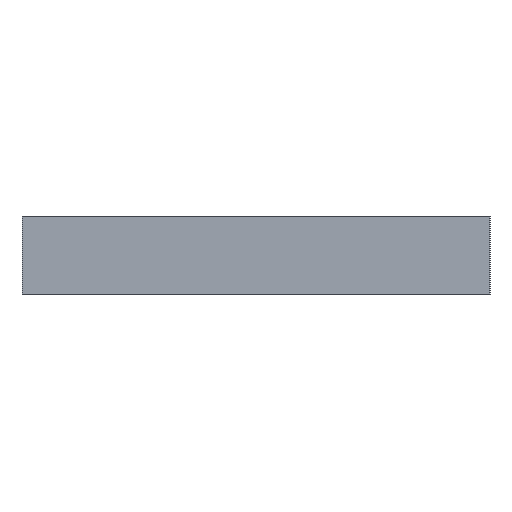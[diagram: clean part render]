
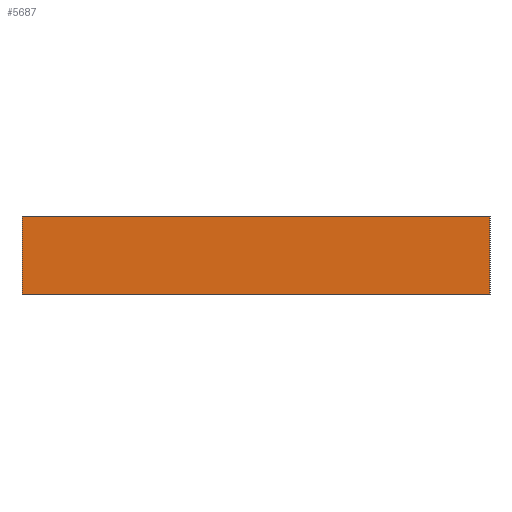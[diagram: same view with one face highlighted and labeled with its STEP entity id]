
A CAD part, left-side view. The second image highlights one B-rep face of the part: STEP entity #5687.
In plain terms, the highlighted planar face has unit normal (-1, 0, 0).
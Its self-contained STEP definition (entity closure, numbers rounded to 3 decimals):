
#420 = VECTOR ( 'NONE', #11647, 1000. ) ;
#1617 = DIRECTION ( 'NONE',  ( 0., 0., -1. ) ) ;
#2186 = CARTESIAN_POINT ( 'NONE',  ( -600., 150., 0. ) ) ;
#2211 = VERTEX_POINT ( 'NONE', #15892 ) ;
#3038 = VERTEX_POINT ( 'NONE', #22967 ) ;
#4085 = DIRECTION ( 'NONE',  ( 0., 0., -1. ) ) ;
#4542 = LINE ( 'NONE', #14907, #25614 ) ;
#5115 = LINE ( 'NONE', #23738, #18371 ) ;
#5273 = DIRECTION ( 'NONE',  ( 0., -1., 0. ) ) ;
#5687 = ADVANCED_FACE ( 'NONE', ( #31562 ), #9178, .F. ) ;
#5857 = AXIS2_PLACEMENT_3D ( 'NONE', #30424, #19931, #4085 ) ;
#7528 = EDGE_CURVE ( 'NONE', #3038, #2211, #9608, .T. ) ;
#9178 = PLANE ( 'NONE',  #5857 ) ;
#9608 = LINE ( 'NONE', #16897, #23632 ) ;
#11647 = DIRECTION ( 'NONE',  ( 0., -1., 0. ) ) ;
#13297 = VERTEX_POINT ( 'NONE', #2186 ) ;
#14907 = CARTESIAN_POINT ( 'NONE',  ( -600., 150., 50. ) ) ;
#15892 = CARTESIAN_POINT ( 'NONE',  ( -600., -150., 0. ) ) ;
#16897 = CARTESIAN_POINT ( 'NONE',  ( -600., -150., 50. ) ) ;
#17949 = CARTESIAN_POINT ( 'NONE',  ( -600., 150., 50. ) ) ;
#18371 = VECTOR ( 'NONE', #5273, 1000. ) ;
#18772 = ORIENTED_EDGE ( 'NONE', *, *, #7528, .F. ) ;
#19283 = ORIENTED_EDGE ( 'NONE', *, *, #29334, .T. ) ;
#19931 = DIRECTION ( 'NONE',  ( 1., 0., 0. ) ) ;
#21094 = EDGE_CURVE ( 'NONE', #26405, #3038, #5115, .T. ) ;
#21471 = LINE ( 'NONE', #27570, #420 ) ;
#22967 = CARTESIAN_POINT ( 'NONE',  ( -600., -150., 50. ) ) ;
#23632 = VECTOR ( 'NONE', #32692, 1000. ) ;
#23738 = CARTESIAN_POINT ( 'NONE',  ( -600., 150., 50. ) ) ;
#24770 = EDGE_CURVE ( 'NONE', #13297, #2211, #21471, .T. ) ;
#25614 = VECTOR ( 'NONE', #1617, 1000. ) ;
#26405 = VERTEX_POINT ( 'NONE', #17949 ) ;
#27570 = CARTESIAN_POINT ( 'NONE',  ( -600., 150., 0. ) ) ;
#29334 = EDGE_CURVE ( 'NONE', #26405, #13297, #4542, .T. ) ;
#30424 = CARTESIAN_POINT ( 'NONE',  ( -600., 150., 50. ) ) ;
#31562 = FACE_OUTER_BOUND ( 'NONE', #32475, .T. ) ;
#32475 = EDGE_LOOP ( 'NONE', ( #34114, #18772, #33504, #19283 ) ) ;
#32692 = DIRECTION ( 'NONE',  ( 0., 0., -1. ) ) ;
#33504 = ORIENTED_EDGE ( 'NONE', *, *, #21094, .F. ) ;
#34114 = ORIENTED_EDGE ( 'NONE', *, *, #24770, .T. ) ;
